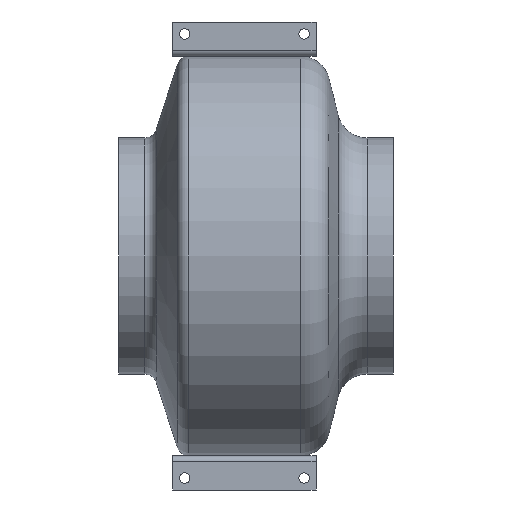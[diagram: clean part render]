
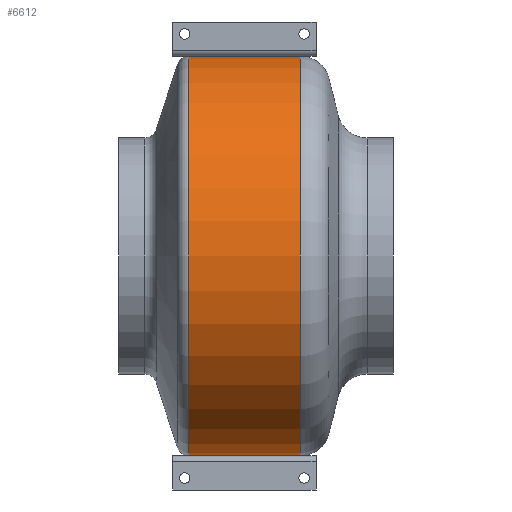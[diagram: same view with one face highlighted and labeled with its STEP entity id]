
A CAD part, front view. The second image highlights one B-rep face of the part: STEP entity #6612.
In plain terms, the highlighted cylindrical face has radius 167.5 mm (diameter 335 mm), a partial arc.
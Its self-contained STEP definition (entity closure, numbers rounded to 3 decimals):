
#1157 = CARTESIAN_POINT ( 'NONE',  ( 58.669, 0., 167.5 ) ) ;
#1211 = CARTESIAN_POINT ( 'NONE',  ( 58.669, 0., -167.5 ) ) ;
#1522 = CARTESIAN_POINT ( 'NONE',  ( 151.857, 0., 167.5 ) ) ;
#1528 = CARTESIAN_POINT ( 'NONE',  ( 151.857, 0., -167.5 ) ) ;
#1545 = DIRECTION ( 'NONE',  ( -1., 0., 0. ) ) ;
#1546 = VECTOR ( 'NONE', #1545, 1000. ) ;
#1547 = CARTESIAN_POINT ( 'NONE',  ( 0., 0., -167.5 ) ) ;
#1548 = LINE ( 'NONE', #1547, #1546 ) ;
#1652 = DIRECTION ( 'NONE',  ( 0., 0., 1. ) ) ;
#1653 = DIRECTION ( 'NONE',  ( -1., 0., 0. ) ) ;
#1654 = CARTESIAN_POINT ( 'NONE',  ( 58.669, 0., 0. ) ) ;
#1655 = AXIS2_PLACEMENT_3D ( 'NONE', #1654, #1653, #1652 ) ;
#1660 = CIRCLE ( 'NONE', #1655, 167.5 ) ;
#1676 = DIRECTION ( 'NONE',  ( 0., 0., 1. ) ) ;
#1677 = DIRECTION ( 'NONE',  ( -1., 0., 0. ) ) ;
#1678 = CARTESIAN_POINT ( 'NONE',  ( 0., 0., 0. ) ) ;
#1679 = AXIS2_PLACEMENT_3D ( 'NONE', #1678, #1677, #1676 ) ;
#1680 = CYLINDRICAL_SURFACE ( 'NONE', #1679, 167.5 ) ;
#1681 = FACE_OUTER_BOUND ( 'NONE', #6613, .T. ) ;
#1725 = DIRECTION ( 'NONE',  ( -1., 0., 0. ) ) ;
#1726 = VECTOR ( 'NONE', #1725, 1000. ) ;
#1727 = CARTESIAN_POINT ( 'NONE',  ( 0., 0., 167.5 ) ) ;
#1728 = LINE ( 'NONE', #1727, #1726 ) ;
#1792 = DIRECTION ( 'NONE',  ( 0., 0., 1. ) ) ;
#1793 = DIRECTION ( 'NONE',  ( -1., 0., 0. ) ) ;
#1794 = CARTESIAN_POINT ( 'NONE',  ( 151.857, 0., 0. ) ) ;
#1795 = AXIS2_PLACEMENT_3D ( 'NONE', #1794, #1793, #1792 ) ;
#1798 = CIRCLE ( 'NONE', #1795, 167.5 ) ;
#6372 = VERTEX_POINT ( 'NONE', #1157 ) ;
#6379 = VERTEX_POINT ( 'NONE', #1211 ) ;
#6532 = VERTEX_POINT ( 'NONE', #1528 ) ;
#6535 = VERTEX_POINT ( 'NONE', #1522 ) ;
#6556 = EDGE_CURVE ( 'NONE', #6532, #6379, #1548, .T. ) ;
#6593 = EDGE_CURVE ( 'NONE', #6379, #6372, #1660, .T. ) ;
#6612 = ADVANCED_FACE ( 'NONE', ( #1681 ), #1680, .T. ) ;
#6613 = EDGE_LOOP ( 'NONE', ( #6614, #6666, #6668, #6669 ) ) ;
#6614 = ORIENTED_EDGE ( 'NONE', *, *, #6556, .F. ) ;
#6622 = EDGE_CURVE ( 'NONE', #6535, #6372, #1728, .T. ) ;
#6666 = ORIENTED_EDGE ( 'NONE', *, *, #6667, .T. ) ;
#6667 = EDGE_CURVE ( 'NONE', #6532, #6535, #1798, .T. ) ;
#6668 = ORIENTED_EDGE ( 'NONE', *, *, #6622, .T. ) ;
#6669 = ORIENTED_EDGE ( 'NONE', *, *, #6593, .F. ) ;
